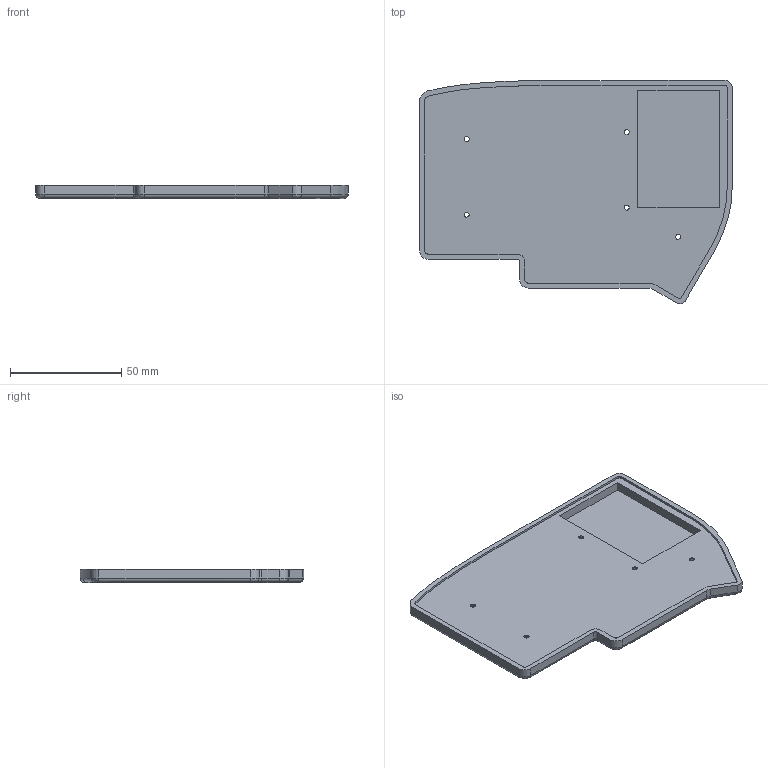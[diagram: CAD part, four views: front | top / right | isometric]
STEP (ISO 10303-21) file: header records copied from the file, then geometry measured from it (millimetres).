
FILE_DESCRIPTION(/* description */ ('','CAx-IF Rec.Pracs.---Representation and Presentation of Product Manufacturing Information (PMI)---4.0---2014-10-13'),/* implementation_level */ '2;1');
FILE_NAME(/* name */ 'left_bottom_plate_with_battery_03142025.step',/* time_stamp */ '2025-03-15T08:21:39-07:00',/* author */ (''),/* organization */ (''),/* preprocessor_version */ 'ST-DEVELOPER v20',/* originating_system */ 'Autodesk Translation Framework v13.20.0.188',/* authorisation */ '');
FILE_SCHEMA (('AP242_MANAGED_MODEL_BASED_3D_ENGINEERING_MIM_LF { 1 0 10303 442 1 1 4 }'));
Length unit declared in the file: metre
Products named in the file (1): left backplate with battery storage
Bounding box: 140.6 x 100.38 x 5.85 mm (x, y, z)
Volume: 51794.5 mm3; surface area: 28036.5 mm2
Topology: 1 solids, 1 shells, 193 faces, 533 edges, 349 vertices
Faces by surface type: plane 146, cylinder 36, torus 7, bspline 4
Full cylindrical faces by diameter (mm): 4 x5
Entity records: 6207 total; most frequent: CARTESIAN_POINT 1184, ORIENTED_EDGE 1066, DIRECTION 986, EDGE_CURVE 533, LINE 448, VECTOR 448, VERTEX_POINT 349, AXIS2_PLACEMENT_3D 269
